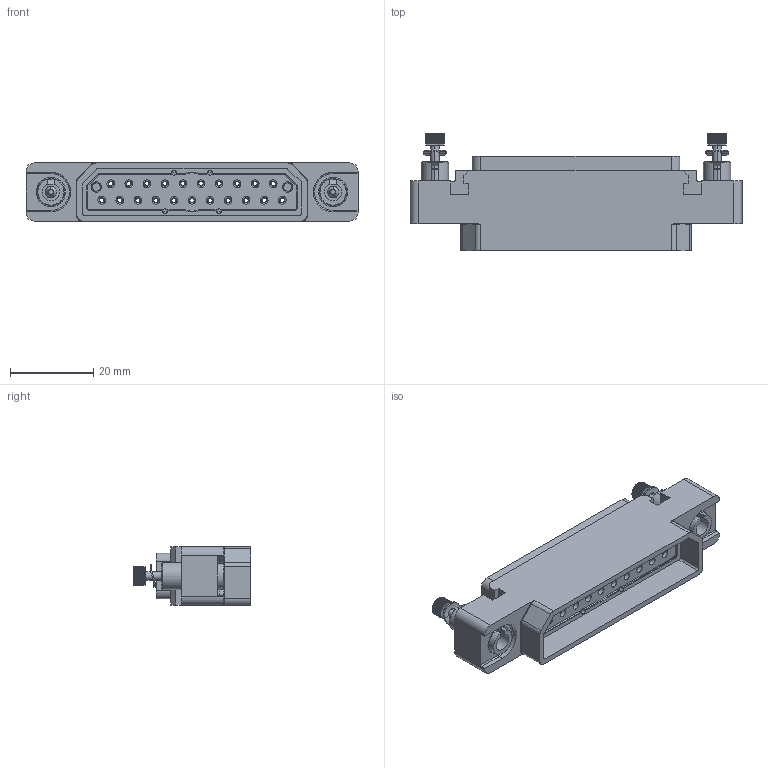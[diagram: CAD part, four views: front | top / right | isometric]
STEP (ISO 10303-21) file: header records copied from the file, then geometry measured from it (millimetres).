
FILE_DESCRIPTION((''),'2;1');
FILE_NAME('00197732400','2020-07-30T',('presta_be4'),(''),'CREO PARAMETRIC BY PTC INC, 2018360','CREO PARAMETRIC BY PTC INC, 2018360','');
FILE_SCHEMA(('CONFIG_CONTROL_DESIGN'));
Products named in the file (1): 00197732400
Bounding box: 80 x 28.22 x 14 mm (x, y, z)
Volume: 13301.2 mm3; surface area: 16885.8 mm2
Topology: 9 solids, 9 shells, 2945 faces, 7365 edges, 4550 vertices
Faces by surface type: plane 1008, cylinder 953, torus 546, cone 340, bspline 98
Entity records: 108672 total; most frequent: CARTESIAN_POINT 37698, DIRECTION 15412, ORIENTED_EDGE 14722, EDGE_CURVE 7361, AXIS2_PLACEMENT_3D 6122, VERTEX_POINT 4550, CIRCLE 3275, EDGE_LOOP 3211
